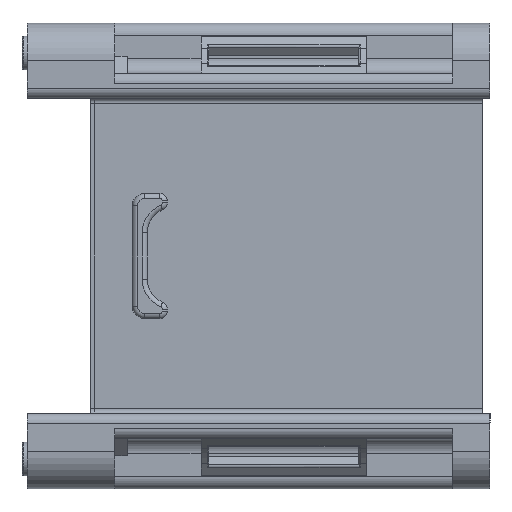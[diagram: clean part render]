
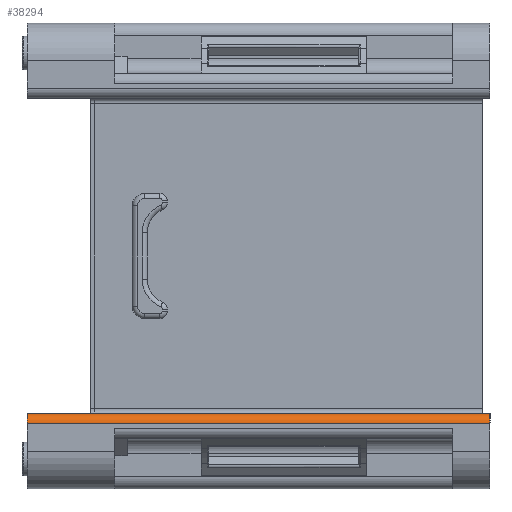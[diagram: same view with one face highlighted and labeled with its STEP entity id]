
A CAD part, left-side view. The second image highlights one B-rep face of the part: STEP entity #38294.
In plain terms, the highlighted cylindrical face has radius 4 mm (diameter 8 mm), a partial arc.
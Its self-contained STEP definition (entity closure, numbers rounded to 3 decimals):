
#1511 = VERTEX_POINT ( 'NONE', #5507 ) ;
#1701 = VECTOR ( 'NONE', #7962, 1000. ) ;
#5507 = CARTESIAN_POINT ( 'NONE',  ( -149., 173.5, -63. ) ) ;
#6506 = VERTEX_POINT ( 'NONE', #15300 ) ;
#7813 = DIRECTION ( 'NONE',  ( 0., 0., -1. ) ) ;
#7962 = DIRECTION ( 'NONE',  ( 0., -1., 0. ) ) ;
#9385 = AXIS2_PLACEMENT_3D ( 'NONE', #35051, #20743, #42081 ) ;
#9712 = CARTESIAN_POINT ( 'NONE',  ( -149., 0., -67. ) ) ;
#10120 = ORIENTED_EDGE ( 'NONE', *, *, #17182, .F. ) ;
#13404 = ORIENTED_EDGE ( 'NONE', *, *, #21452, .F. ) ;
#13693 = LINE ( 'NONE', #42243, #1701 ) ;
#13877 = ORIENTED_EDGE ( 'NONE', *, *, #37457, .F. ) ;
#15300 = CARTESIAN_POINT ( 'NONE',  ( -153., -11.3, -67. ) ) ;
#15901 = VECTOR ( 'NONE', #24744, 1000. ) ;
#16345 = VERTEX_POINT ( 'NONE', #22331 ) ;
#17182 = EDGE_CURVE ( 'NONE', #1511, #23020, #13693, .T. ) ;
#17544 = CIRCLE ( 'NONE', #9385, 4. ) ;
#20743 = DIRECTION ( 'NONE',  ( 0., 1., 0. ) ) ;
#21452 = EDGE_CURVE ( 'NONE', #16345, #1511, #17544, .T. ) ;
#21537 = EDGE_CURVE ( 'NONE', #23020, #6506, #39861, .T. ) ;
#22331 = CARTESIAN_POINT ( 'NONE',  ( -153., 173.5, -67. ) ) ;
#23020 = VERTEX_POINT ( 'NONE', #41890 ) ;
#24744 = DIRECTION ( 'NONE',  ( 0., 1., 0. ) ) ;
#24900 = CARTESIAN_POINT ( 'NONE',  ( -153., 173.5, -67. ) ) ;
#25160 = LINE ( 'NONE', #24900, #15901 ) ;
#26591 = ORIENTED_EDGE ( 'NONE', *, *, #21537, .F. ) ;
#27914 = AXIS2_PLACEMENT_3D ( 'NONE', #9712, #44603, #41376 ) ;
#28491 = CARTESIAN_POINT ( 'NONE',  ( -149., -11.3, -67. ) ) ;
#31772 = EDGE_LOOP ( 'NONE', ( #26591, #10120, #13404, #13877 ) ) ;
#32705 = CYLINDRICAL_SURFACE ( 'NONE', #27914, 4. ) ;
#35051 = CARTESIAN_POINT ( 'NONE',  ( -149., 173.5, -67. ) ) ;
#37457 = EDGE_CURVE ( 'NONE', #6506, #16345, #25160, .T. ) ;
#38294 = ADVANCED_FACE ( 'NONE', ( #44734 ), #32705, .T. ) ;
#39722 = AXIS2_PLACEMENT_3D ( 'NONE', #28491, #40066, #7813 ) ;
#39861 = CIRCLE ( 'NONE', #39722, 4. ) ;
#40066 = DIRECTION ( 'NONE',  ( 0., -1., 0. ) ) ;
#41376 = DIRECTION ( 'NONE',  ( 0., 0., -1. ) ) ;
#41890 = CARTESIAN_POINT ( 'NONE',  ( -149., -11.3, -63. ) ) ;
#42081 = DIRECTION ( 'NONE',  ( 0., 0., -1. ) ) ;
#42243 = CARTESIAN_POINT ( 'NONE',  ( -149., -11.3, -63. ) ) ;
#44603 = DIRECTION ( 'NONE',  ( 0., -1., 0. ) ) ;
#44734 = FACE_OUTER_BOUND ( 'NONE', #31772, .T. ) ;
